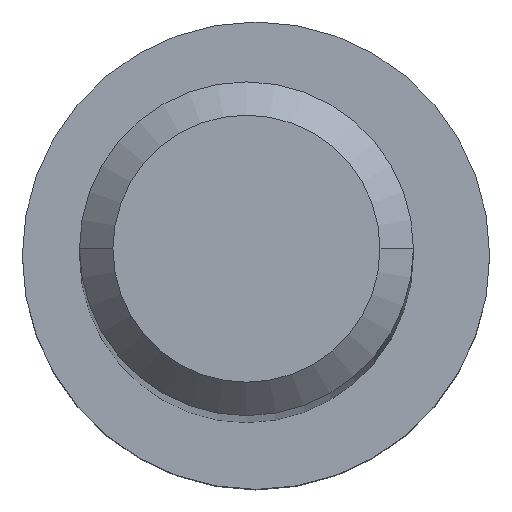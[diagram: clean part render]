
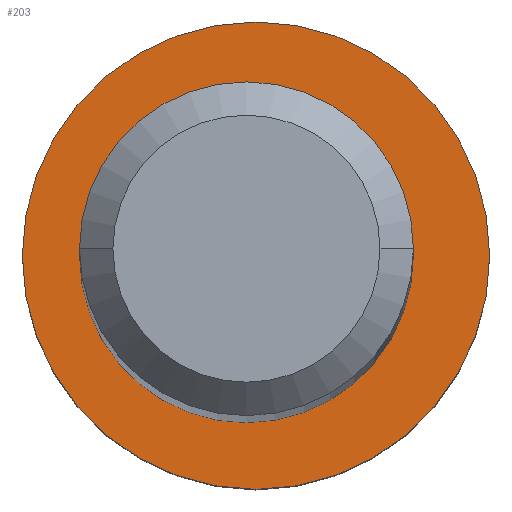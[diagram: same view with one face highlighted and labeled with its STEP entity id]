
A CAD part, top view. The second image highlights one B-rep face of the part: STEP entity #203.
In plain terms, the highlighted planar face has unit normal (0, 0, 1).
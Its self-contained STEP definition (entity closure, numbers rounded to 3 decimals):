
#6 = DIRECTION ( 'NONE',  ( 1., 0., 0. ) ) ;
#14 = EDGE_CURVE ( 'NONE', #332, #169, #280, .T. ) ;
#23 = CARTESIAN_POINT ( 'NONE',  ( 0., 0., 80. ) ) ;
#25 = FACE_OUTER_BOUND ( 'NONE', #265, .T. ) ;
#44 = CARTESIAN_POINT ( 'NONE',  ( -0.286, 0., 80. ) ) ;
#54 = EDGE_CURVE ( 'NONE', #306, #159, #240, .T. ) ;
#82 = DIRECTION ( 'NONE',  ( 0., 0., 1. ) ) ;
#91 = AXIS2_PLACEMENT_3D ( 'NONE', #383, #349, #255 ) ;
#119 = CIRCLE ( 'NONE', #413, 5. ) ;
#124 = PLANE ( 'NONE',  #405 ) ;
#155 = EDGE_CURVE ( 'NONE', #169, #332, #227, .T. ) ;
#158 = DIRECTION ( 'NONE',  ( 0., 0., 1. ) ) ;
#159 = VERTEX_POINT ( 'NONE', #287 ) ;
#169 = VERTEX_POINT ( 'NONE', #326 ) ;
#187 = AXIS2_PLACEMENT_3D ( 'NONE', #44, #284, #6 ) ;
#196 = CARTESIAN_POINT ( 'NONE',  ( -0.286, 0., 80. ) ) ;
#203 = ADVANCED_FACE ( 'NONE', ( #223, #25 ), #124, .T. ) ;
#223 = FACE_BOUND ( 'NONE', #397, .T. ) ;
#227 = CIRCLE ( 'NONE', #261, 7. ) ;
#234 = ORIENTED_EDGE ( 'NONE', *, *, #54, .F. ) ;
#240 = CIRCLE ( 'NONE', #187, 5. ) ;
#255 = DIRECTION ( 'NONE',  ( 1., 0., 0. ) ) ;
#260 = CARTESIAN_POINT ( 'NONE',  ( -7., 0., 80. ) ) ;
#261 = AXIS2_PLACEMENT_3D ( 'NONE', #310, #82, #317 ) ;
#265 = EDGE_LOOP ( 'NONE', ( #278, #338 ) ) ;
#278 = ORIENTED_EDGE ( 'NONE', *, *, #14, .T. ) ;
#280 = CIRCLE ( 'NONE', #91, 7. ) ;
#284 = DIRECTION ( 'NONE',  ( 0., 0., 1. ) ) ;
#287 = CARTESIAN_POINT ( 'NONE',  ( -5.286, 0., 80. ) ) ;
#306 = VERTEX_POINT ( 'NONE', #359 ) ;
#310 = CARTESIAN_POINT ( 'NONE',  ( 0., 0., 80. ) ) ;
#317 = DIRECTION ( 'NONE',  ( 1., 0., 0. ) ) ;
#326 = CARTESIAN_POINT ( 'NONE',  ( 7., 0., 80. ) ) ;
#332 = VERTEX_POINT ( 'NONE', #260 ) ;
#338 = ORIENTED_EDGE ( 'NONE', *, *, #155, .T. ) ;
#349 = DIRECTION ( 'NONE',  ( 0., 0., 1. ) ) ;
#359 = CARTESIAN_POINT ( 'NONE',  ( 4.714, 0., 80. ) ) ;
#360 = EDGE_CURVE ( 'NONE', #159, #306, #119, .T. ) ;
#383 = CARTESIAN_POINT ( 'NONE',  ( 0., 0., 80. ) ) ;
#395 = DIRECTION ( 'NONE',  ( 0., 0., 1. ) ) ;
#397 = EDGE_LOOP ( 'NONE', ( #404, #234 ) ) ;
#404 = ORIENTED_EDGE ( 'NONE', *, *, #360, .F. ) ;
#405 = AXIS2_PLACEMENT_3D ( 'NONE', #23, #158, #426 ) ;
#413 = AXIS2_PLACEMENT_3D ( 'NONE', #196, #395, #428 ) ;
#426 = DIRECTION ( 'NONE',  ( 1., 0., 0. ) ) ;
#428 = DIRECTION ( 'NONE',  ( 1., 0., 0. ) ) ;
